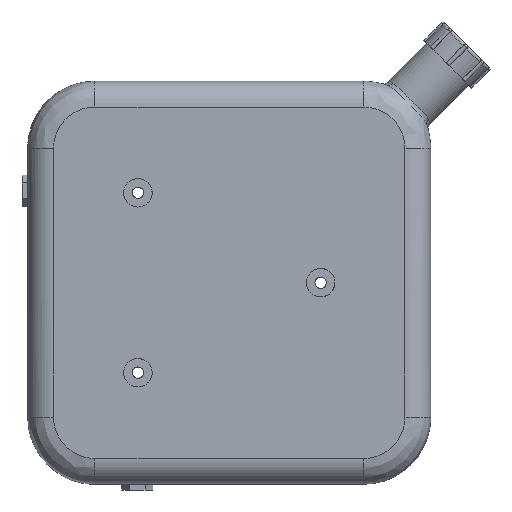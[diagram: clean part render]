
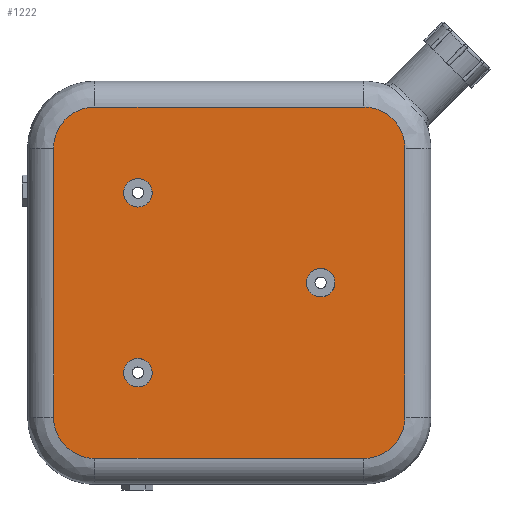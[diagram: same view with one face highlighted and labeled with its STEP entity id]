
A CAD part, front view. The second image highlights one B-rep face of the part: STEP entity #1222.
In plain terms, the highlighted free-form (B-spline) face has degree [1, 1] with [2, 2] control points.
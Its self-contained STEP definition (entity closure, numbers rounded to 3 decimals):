
#1222 = ADVANCED_FACE('',(#1223,#1237,#1251,#1265),#1327,.T.);
#1223 = FACE_BOUND('',#1224,.T.);
#1224 = EDGE_LOOP('',(#1225));
#1225 = ORIENTED_EDGE('',*,*,#1226,.F.);
#1226 = EDGE_CURVE('',#1227,#1227,#1229,.T.);
#1227 = VERTEX_POINT('',#1228);
#1228 = CARTESIAN_POINT('',(90.162,-43.347,
    -14.024));
#1229 = ( BOUNDED_CURVE() B_SPLINE_CURVE(2,(#1230,#1231,#1232,#1233,
#1234,#1235,#1236),.UNSPECIFIED.,.T.,.F.) B_SPLINE_CURVE_WITH_KNOTS((1,2
    ,2,2,2,1),(-2.094,0.,2.094,4.189,
6.283,8.378),.UNSPECIFIED.) CURVE() 
GEOMETRIC_REPRESENTATION_ITEM() RATIONAL_B_SPLINE_CURVE((1.,0.5,1.,0.5,
1.,0.5,1.)) REPRESENTATION_ITEM('') );
#1230 = CARTESIAN_POINT('',(90.162,-43.347,
    -14.024));
#1231 = CARTESIAN_POINT('',(114.453,-43.347,
    -14.024));
#1232 = CARTESIAN_POINT('',(102.308,-43.347,
    7.012));
#1233 = CARTESIAN_POINT('',(90.162,-43.347,
    28.048));
#1234 = CARTESIAN_POINT('',(78.017,-43.347,
    7.012));
#1235 = CARTESIAN_POINT('',(65.872,-43.347,
    -14.024));
#1236 = CARTESIAN_POINT('',(90.162,-43.347,
    -14.024));
#1237 = FACE_BOUND('',#1238,.T.);
#1238 = EDGE_LOOP('',(#1239));
#1239 = ORIENTED_EDGE('',*,*,#1240,.F.);
#1240 = EDGE_CURVE('',#1241,#1241,#1243,.T.);
#1241 = VERTEX_POINT('',#1242);
#1242 = CARTESIAN_POINT('',(-90.11,-43.347,
    -102.759));
#1243 = ( BOUNDED_CURVE() B_SPLINE_CURVE(2,(#1244,#1245,#1246,#1247,
#1248,#1249,#1250),.UNSPECIFIED.,.T.,.F.) B_SPLINE_CURVE_WITH_KNOTS((1,2
    ,2,2,2,1),(-2.094,0.,2.094,4.189,
6.283,8.378),.UNSPECIFIED.) CURVE() 
GEOMETRIC_REPRESENTATION_ITEM() RATIONAL_B_SPLINE_CURVE((1.,0.5,1.,0.5,
1.,0.5,1.)) REPRESENTATION_ITEM('') );
#1244 = CARTESIAN_POINT('',(-90.11,-43.347,
    -102.759));
#1245 = CARTESIAN_POINT('',(-65.819,-43.347,
    -102.759));
#1246 = CARTESIAN_POINT('',(-77.965,-43.347,
    -81.722));
#1247 = CARTESIAN_POINT('',(-90.11,-43.347,
    -60.686));
#1248 = CARTESIAN_POINT('',(-102.255,-43.347,
    -81.722));
#1249 = CARTESIAN_POINT('',(-114.4,-43.347,
    -102.759));
#1250 = CARTESIAN_POINT('',(-90.11,-43.347,
    -102.759));
#1251 = FACE_BOUND('',#1252,.T.);
#1252 = EDGE_LOOP('',(#1253));
#1253 = ORIENTED_EDGE('',*,*,#1254,.F.);
#1254 = EDGE_CURVE('',#1255,#1255,#1257,.T.);
#1255 = VERTEX_POINT('',#1256);
#1256 = CARTESIAN_POINT('',(-90.11,-43.347,
    74.71));
#1257 = ( BOUNDED_CURVE() B_SPLINE_CURVE(2,(#1258,#1259,#1260,#1261,
#1262,#1263,#1264),.UNSPECIFIED.,.T.,.F.) B_SPLINE_CURVE_WITH_KNOTS((1,2
    ,2,2,2,1),(-2.094,0.,2.094,4.189,
6.283,8.378),.UNSPECIFIED.) CURVE() 
GEOMETRIC_REPRESENTATION_ITEM() RATIONAL_B_SPLINE_CURVE((1.,0.5,1.,0.5,
1.,0.5,1.)) REPRESENTATION_ITEM('') );
#1258 = CARTESIAN_POINT('',(-90.11,-43.347,
    74.71));
#1259 = CARTESIAN_POINT('',(-65.819,-43.347,
    74.71));
#1260 = CARTESIAN_POINT('',(-77.965,-43.347,
    95.747));
#1261 = CARTESIAN_POINT('',(-90.11,-43.347,
    116.783));
#1262 = CARTESIAN_POINT('',(-102.255,-43.347,
    95.747));
#1263 = CARTESIAN_POINT('',(-114.4,-43.347,
    74.71));
#1264 = CARTESIAN_POINT('',(-90.11,-43.347,
    74.71));
#1265 = FACE_BOUND('',#1266,.T.);
#1266 = EDGE_LOOP('',(#1267,#1277,#1284,#1292,#1299,#1307,#1314,#1322));
#1267 = ORIENTED_EDGE('',*,*,#1268,.T.);
#1268 = EDGE_CURVE('',#1269,#1271,#1273,.T.);
#1269 = VERTEX_POINT('',#1270);
#1270 = CARTESIAN_POINT('',(-132.592,-43.347,
    173.389));
#1271 = VERTEX_POINT('',#1272);
#1272 = CARTESIAN_POINT('',(-173.389,-43.347,
    132.592));
#1273 = ( BOUNDED_CURVE() B_SPLINE_CURVE(2,(#1274,#1275,#1276),
.UNSPECIFIED.,.F.,.F.) B_SPLINE_CURVE_WITH_KNOTS((3,3),(3.142,
4.712),.PIECEWISE_BEZIER_KNOTS.) CURVE() 
GEOMETRIC_REPRESENTATION_ITEM() RATIONAL_B_SPLINE_CURVE((1.,
0.707,1.)) REPRESENTATION_ITEM('') );
#1274 = CARTESIAN_POINT('',(-132.592,-43.347,
    173.389));
#1275 = CARTESIAN_POINT('',(-173.389,-43.347,
    173.389));
#1276 = CARTESIAN_POINT('',(-173.389,-43.347,
    132.592));
#1277 = ORIENTED_EDGE('',*,*,#1278,.T.);
#1278 = EDGE_CURVE('',#1271,#1279,#1281,.T.);
#1279 = VERTEX_POINT('',#1280);
#1280 = CARTESIAN_POINT('',(-173.389,-43.347,
    -132.592));
#1281 = B_SPLINE_CURVE_WITH_KNOTS('',1,(#1282,#1283),.UNSPECIFIED.,.F.,
  .F.,(2,2),(-260.,0.),.PIECEWISE_BEZIER_KNOTS.);
#1282 = CARTESIAN_POINT('',(-173.389,-43.347,
    132.592));
#1283 = CARTESIAN_POINT('',(-173.389,-43.347,
    -132.592));
#1284 = ORIENTED_EDGE('',*,*,#1285,.T.);
#1285 = EDGE_CURVE('',#1279,#1286,#1288,.T.);
#1286 = VERTEX_POINT('',#1287);
#1287 = CARTESIAN_POINT('',(-132.592,-43.347,
    -173.389));
#1288 = ( BOUNDED_CURVE() B_SPLINE_CURVE(2,(#1289,#1290,#1291),
.UNSPECIFIED.,.F.,.F.) B_SPLINE_CURVE_WITH_KNOTS((3,3),(4.712,
6.283),.PIECEWISE_BEZIER_KNOTS.) CURVE() 
GEOMETRIC_REPRESENTATION_ITEM() RATIONAL_B_SPLINE_CURVE((1.,
0.707,1.)) REPRESENTATION_ITEM('') );
#1289 = CARTESIAN_POINT('',(-173.389,-43.347,
    -132.592));
#1290 = CARTESIAN_POINT('',(-173.389,-43.347,
    -173.389));
#1291 = CARTESIAN_POINT('',(-132.592,-43.347,
    -173.389));
#1292 = ORIENTED_EDGE('',*,*,#1293,.T.);
#1293 = EDGE_CURVE('',#1286,#1294,#1296,.T.);
#1294 = VERTEX_POINT('',#1295);
#1295 = CARTESIAN_POINT('',(132.592,-43.347,
    -173.389));
#1296 = B_SPLINE_CURVE_WITH_KNOTS('',1,(#1297,#1298),.UNSPECIFIED.,.F.,
  .F.,(2,2),(-260.,0.),.PIECEWISE_BEZIER_KNOTS.);
#1297 = CARTESIAN_POINT('',(-132.592,-43.347,
    -173.389));
#1298 = CARTESIAN_POINT('',(132.592,-43.347,
    -173.389));
#1299 = ORIENTED_EDGE('',*,*,#1300,.T.);
#1300 = EDGE_CURVE('',#1294,#1301,#1303,.T.);
#1301 = VERTEX_POINT('',#1302);
#1302 = CARTESIAN_POINT('',(173.389,-43.347,
    -132.592));
#1303 = ( BOUNDED_CURVE() B_SPLINE_CURVE(2,(#1304,#1305,#1306),
.UNSPECIFIED.,.F.,.F.) B_SPLINE_CURVE_WITH_KNOTS((3,3),(0.,
1.571),.PIECEWISE_BEZIER_KNOTS.) CURVE() 
GEOMETRIC_REPRESENTATION_ITEM() RATIONAL_B_SPLINE_CURVE((1.,
0.707,1.)) REPRESENTATION_ITEM('') );
#1304 = CARTESIAN_POINT('',(132.592,-43.347,
    -173.389));
#1305 = CARTESIAN_POINT('',(173.389,-43.347,
    -173.389));
#1306 = CARTESIAN_POINT('',(173.389,-43.347,
    -132.592));
#1307 = ORIENTED_EDGE('',*,*,#1308,.T.);
#1308 = EDGE_CURVE('',#1301,#1309,#1311,.T.);
#1309 = VERTEX_POINT('',#1310);
#1310 = CARTESIAN_POINT('',(173.389,-43.347,
    132.592));
#1311 = B_SPLINE_CURVE_WITH_KNOTS('',1,(#1312,#1313),.UNSPECIFIED.,.F.,
  .F.,(2,2),(-260.,0.),.PIECEWISE_BEZIER_KNOTS.);
#1312 = CARTESIAN_POINT('',(173.389,-43.347,
    -132.592));
#1313 = CARTESIAN_POINT('',(173.389,-43.347,
    132.592));
#1314 = ORIENTED_EDGE('',*,*,#1315,.T.);
#1315 = EDGE_CURVE('',#1309,#1316,#1318,.T.);
#1316 = VERTEX_POINT('',#1317);
#1317 = CARTESIAN_POINT('',(132.592,-43.347,
    173.389));
#1318 = ( BOUNDED_CURVE() B_SPLINE_CURVE(2,(#1319,#1320,#1321),
.UNSPECIFIED.,.F.,.F.) B_SPLINE_CURVE_WITH_KNOTS((3,3),(1.571,
3.142),.PIECEWISE_BEZIER_KNOTS.) CURVE() 
GEOMETRIC_REPRESENTATION_ITEM() RATIONAL_B_SPLINE_CURVE((1.,
0.707,1.)) REPRESENTATION_ITEM('') );
#1319 = CARTESIAN_POINT('',(173.389,-43.347,
    132.592));
#1320 = CARTESIAN_POINT('',(173.389,-43.347,
    173.389));
#1321 = CARTESIAN_POINT('',(132.592,-43.347,
    173.389));
#1322 = ORIENTED_EDGE('',*,*,#1323,.T.);
#1323 = EDGE_CURVE('',#1316,#1269,#1324,.T.);
#1324 = B_SPLINE_CURVE_WITH_KNOTS('',1,(#1325,#1326),.UNSPECIFIED.,.F.,
  .F.,(2,2),(-260.,0.),.PIECEWISE_BEZIER_KNOTS.);
#1325 = CARTESIAN_POINT('',(132.592,-43.347,
    173.389));
#1326 = CARTESIAN_POINT('',(-132.592,-43.347,
    173.389));
#1327 = B_SPLINE_SURFACE_WITH_KNOTS('',1,1,(
    (#1328,#1329)
    ,(#1330,#1331
    )),.UNSPECIFIED.,.F.,.F.,.F.,(2,2),(2,2),(-170.,170.),(-170.,170.),
  .PIECEWISE_BEZIER_KNOTS.);
#1328 = CARTESIAN_POINT('',(-173.389,-43.347,
    173.389));
#1329 = CARTESIAN_POINT('',(173.389,-43.347,
    173.389));
#1330 = CARTESIAN_POINT('',(-173.389,-43.347,
    -173.389));
#1331 = CARTESIAN_POINT('',(173.389,-43.347,
    -173.389));
